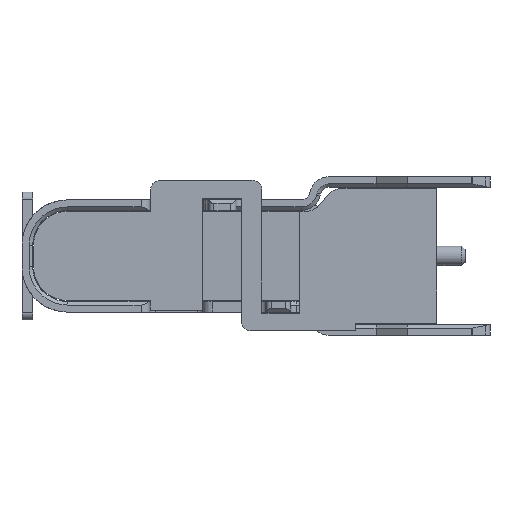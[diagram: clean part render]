
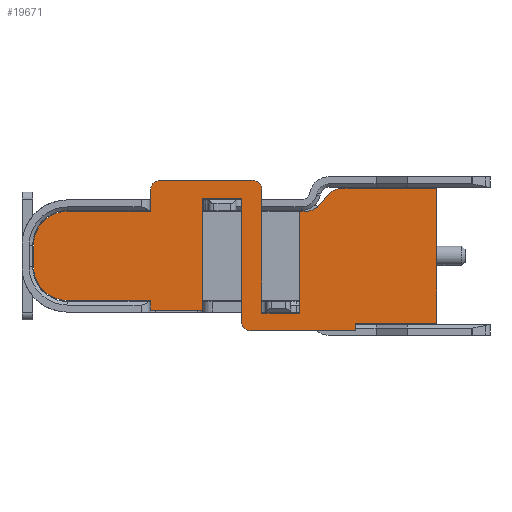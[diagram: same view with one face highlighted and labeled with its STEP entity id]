
A CAD part, left-side view. The second image highlights one B-rep face of the part: STEP entity #19671.
In plain terms, the highlighted planar face has unit normal (-1, 0, 0).
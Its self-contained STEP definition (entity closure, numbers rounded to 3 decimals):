
#1911=CARTESIAN_POINT('',(-20.661,15.085,
-0.83));
#1912=DIRECTION('',(1.,0.,0.));
#1913=DIRECTION('',(0.,0.766,0.643));
#1914=AXIS2_PLACEMENT_3D('',#1911,#1912,#1913);
#1916=DIRECTION('',(0.,-1.,0.));
#1917=VECTOR('',#1916,2.667);
#1918=CARTESIAN_POINT('',(-20.661,15.085,
-0.33));
#1919=LINE('',#1918,#1917);
#1920=DIRECTION('',(0.,0.,-1.));
#1921=VECTOR('',#1920,3.79);
#1922=CARTESIAN_POINT('',(-20.661,12.418,
-0.33));
#1923=LINE('',#1922,#1921);
#1924=DIRECTION('',(0.,1.,0.));
#1925=VECTOR('',#1924,2.273);
#1926=CARTESIAN_POINT('',(-20.661,12.418,-4.12));
#1927=LINE('',#1926,#1925);
#1928=DIRECTION('',(0.,0.,-1.));
#1929=VECTOR('',#1928,0.22);
#1930=CARTESIAN_POINT('',(-20.661,14.691,-4.12));
#1931=LINE('',#1930,#1929);
#1932=DIRECTION('',(0.,1.,0.));
#1933=VECTOR('',#1932,2.967);
#1934=CARTESIAN_POINT('',(-20.661,14.691,-4.34));
#1935=LINE('',#1934,#1933);
#1936=CARTESIAN_POINT('',(-20.661,17.658,-4.09));
#1937=DIRECTION('',(1.,0.,0.));
#1938=DIRECTION('',(0.,0.,-1.));
#1939=AXIS2_PLACEMENT_3D('',#1936,#1937,#1938);
#1941=DIRECTION('',(0.,0.,1.));
#1942=VECTOR('',#1941,3.47);
#1943=CARTESIAN_POINT('',(-20.661,17.908,-4.09));
#1944=LINE('',#1943,#1942);
#1945=DIRECTION('',(0.,1.,0.));
#1946=VECTOR('',#1945,1.105);
#1947=CARTESIAN_POINT('',(-20.661,17.908,
-0.62));
#1948=LINE('',#1947,#1946);
#1949=DIRECTION('',(0.,0.,-1.));
#1950=VECTOR('',#1949,3.14);
#1951=CARTESIAN_POINT('',(-20.661,19.013,
-0.62));
#1952=LINE('',#1951,#1950);
#1953=DIRECTION('',(0.,0.,1.));
#1954=VECTOR('',#1953,0.28);
#1955=CARTESIAN_POINT('',(-20.661,20.463,
-3.76));
#1956=LINE('',#1955,#1954);
#1957=DIRECTION('',(0.,1.,0.));
#1958=VECTOR('',#1957,2.35);
#1959=CARTESIAN_POINT('',(-20.661,20.463,-3.48));
#1960=LINE('',#1959,#1958);
#1961=CARTESIAN_POINT('',(-20.661,22.813,-2.53));
#1962=DIRECTION('',(1.,0.,0.));
#1963=DIRECTION('',(0.,0.,-1.));
#1964=AXIS2_PLACEMENT_3D('',#1961,#1962,#1963);
#1966=DIRECTION('',(0.,0.,1.));
#1967=VECTOR('',#1966,0.61);
#1968=CARTESIAN_POINT('',(-20.661,23.763,
-2.53));
#1969=LINE('',#1968,#1967);
#1970=CARTESIAN_POINT('',(-20.661,22.813,-1.92));
#1971=DIRECTION('',(1.,0.,0.));
#1972=DIRECTION('',(0.,1.,0.));
#1973=AXIS2_PLACEMENT_3D('',#1970,#1971,#1972);
#1975=DIRECTION('',(0.,-1.,0.));
#1976=VECTOR('',#1975,2.35);
#1977=CARTESIAN_POINT('',(-20.661,22.813,
-0.97));
#1978=LINE('',#1977,#1976);
#1979=DIRECTION('',(0.,0.,1.));
#1980=VECTOR('',#1979,0.615);
#1981=CARTESIAN_POINT('',(-20.661,20.463,
-0.97));
#1982=LINE('',#1981,#1980);
#1983=CARTESIAN_POINT('',(-20.661,20.213,
-0.355));
#1984=DIRECTION('',(1.,0.,0.));
#1985=DIRECTION('',(0.,1.,0.));
#1986=AXIS2_PLACEMENT_3D('',#1983,#1984,#1985);
#1988=DIRECTION('',(0.,-1.,0.));
#1989=VECTOR('',#1988,2.625);
#1990=CARTESIAN_POINT('',(-20.661,20.213,
-0.105));
#1991=LINE('',#1990,#1989);
#1992=CARTESIAN_POINT('',(-20.661,17.588,
-0.355));
#1993=DIRECTION('',(1.,0.,0.));
#1994=DIRECTION('',(0.,0.,1.));
#1995=AXIS2_PLACEMENT_3D('',#1992,#1993,#1994);
#1997=DIRECTION('',(0.,0.,-1.));
#1998=VECTOR('',#1997,3.485);
#1999=CARTESIAN_POINT('',(-20.661,17.338,
-0.355));
#2000=LINE('',#1999,#1998);
#2001=DIRECTION('',(0.,-1.,0.));
#2002=VECTOR('',#2001,1.06);
#2003=CARTESIAN_POINT('',(-20.661,17.338,-3.84));
#2004=LINE('',#2003,#2002);
#2005=DIRECTION('',(0.,0.,1.));
#2006=VECTOR('',#2005,2.87);
#2007=CARTESIAN_POINT('',(-20.661,16.278,-3.84));
#2008=LINE('',#2007,#2006);
#2009=DIRECTION('',(0.,-1.,0.));
#2010=VECTOR('',#2009,0.19);
#2011=CARTESIAN_POINT('',(-20.661,16.278,
-0.97));
#2012=LINE('',#2011,#2010);
#2013=CARTESIAN_POINT('',(-20.661,16.088,
-0.47));
#2014=DIRECTION('',(-1.,0.,0.));
#2015=DIRECTION('',(0.,0.,-1.));
#2016=AXIS2_PLACEMENT_3D('',#2013,#2014,#2015);
#2018=DIRECTION('',(0.,-0.643,0.766));
#2019=VECTOR('',#2018,0.369);
#2020=CARTESIAN_POINT('',(-20.661,15.705,
-0.791));
#2021=LINE('',#2020,#2019);
#4065=DIRECTION('',(0.,-1.,0.));
#4066=VECTOR('',#4065,1.45);
#4067=CARTESIAN_POINT('',(-20.661,20.463,
-3.76));
#4068=LINE('',#4067,#4066);
#12885=CARTESIAN_POINT('',(-20.661,16.088,
-0.97));
#12887=VERTEX_POINT('',#12885);
#12889=CARTESIAN_POINT('',(-20.661,16.278,
-0.97));
#12890=VERTEX_POINT('',#12889);
#12911=CARTESIAN_POINT('',(-20.661,20.463,
-0.97));
#12912=VERTEX_POINT('',#12911);
#12913=CARTESIAN_POINT('',(-20.661,22.813,
-0.97));
#12914=VERTEX_POINT('',#12913);
#13961=CARTESIAN_POINT('',(-20.661,20.463,
-3.76));
#13962=VERTEX_POINT('',#13961);
#13963=CARTESIAN_POINT('',(-20.661,19.013,
-3.76));
#13964=VERTEX_POINT('',#13963);
#13977=CARTESIAN_POINT('',(-20.661,19.013,
-0.62));
#13978=VERTEX_POINT('',#13977);
#13988=CARTESIAN_POINT('',(-20.661,17.908,-4.09));
#13990=VERTEX_POINT('',#13988);
#13995=CARTESIAN_POINT('',(-20.661,17.908,
-0.62));
#13996=VERTEX_POINT('',#13995);
#13997=CARTESIAN_POINT('',(-20.661,17.658,-4.34));
#13998=VERTEX_POINT('',#13997);
#14001=CARTESIAN_POINT('',(-20.661,15.468,
-0.509));
#14002=CARTESIAN_POINT('',(-20.661,15.085,
-0.33));
#14003=VERTEX_POINT('',#14001);
#14004=VERTEX_POINT('',#14002);
#14005=CARTESIAN_POINT('',(-20.661,14.691,-4.12));
#14006=CARTESIAN_POINT('',(-20.661,14.691,-4.34));
#14007=VERTEX_POINT('',#14005);
#14008=VERTEX_POINT('',#14006);
#14009=CARTESIAN_POINT('',(-20.661,20.463,-3.48));
#14010=VERTEX_POINT('',#14009);
#14011=CARTESIAN_POINT('',(-20.661,22.813,-3.48));
#14012=VERTEX_POINT('',#14011);
#14013=CARTESIAN_POINT('',(-20.661,23.763,-2.53));
#14014=VERTEX_POINT('',#14013);
#14015=CARTESIAN_POINT('',(-20.661,23.763,
-1.92));
#14016=VERTEX_POINT('',#14015);
#14017=CARTESIAN_POINT('',(-20.661,20.463,
-0.355));
#14018=VERTEX_POINT('',#14017);
#14019=CARTESIAN_POINT('',(-20.661,20.213,
-0.105));
#14020=VERTEX_POINT('',#14019);
#14021=CARTESIAN_POINT('',(-20.661,17.588,
-0.105));
#14022=VERTEX_POINT('',#14021);
#14023=CARTESIAN_POINT('',(-20.661,17.338,
-0.355));
#14024=VERTEX_POINT('',#14023);
#14025=CARTESIAN_POINT('',(-20.661,17.338,-3.84));
#14026=VERTEX_POINT('',#14025);
#14027=CARTESIAN_POINT('',(-20.661,16.278,-3.84));
#14028=VERTEX_POINT('',#14027);
#14029=CARTESIAN_POINT('',(-20.661,15.705,
-0.791));
#14030=VERTEX_POINT('',#14029);
#15759=CARTESIAN_POINT('',(-20.661,12.418,
-0.33));
#15760=CARTESIAN_POINT('',(-20.661,12.418,-4.12));
#15761=VERTEX_POINT('',#15759);
#15762=VERTEX_POINT('',#15760);
#19613=CARTESIAN_POINT('',(-20.661,15.973,-2.005));
#19614=DIRECTION('',(1.,0.,0.));
#19615=DIRECTION('',(0.,-1.,0.));
#19616=AXIS2_PLACEMENT_3D('',#19613,#19614,#19615);
#19617=PLANE('',#19616);
#19619=ORIENTED_EDGE('',*,*,#19618,.T.);
#19621=ORIENTED_EDGE('',*,*,#19620,.T.);
#19623=ORIENTED_EDGE('',*,*,#19622,.T.);
#19625=ORIENTED_EDGE('',*,*,#19624,.T.);
#19627=ORIENTED_EDGE('',*,*,#19626,.T.);
#19629=ORIENTED_EDGE('',*,*,#19628,.T.);
#19630=ORIENTED_EDGE('',*,*,#19593,.T.);
#19631=ORIENTED_EDGE('',*,*,#19570,.T.);
#19633=ORIENTED_EDGE('',*,*,#19632,.T.);
#19635=ORIENTED_EDGE('',*,*,#19634,.T.);
#19637=ORIENTED_EDGE('',*,*,#19636,.F.);
#19639=ORIENTED_EDGE('',*,*,#19638,.T.);
#19640=ORIENTED_EDGE('',*,*,#19290,.T.);
#19642=ORIENTED_EDGE('',*,*,#19641,.T.);
#19644=ORIENTED_EDGE('',*,*,#19643,.T.);
#19646=ORIENTED_EDGE('',*,*,#19645,.T.);
#19648=ORIENTED_EDGE('',*,*,#19647,.T.);
#19650=ORIENTED_EDGE('',*,*,#19649,.T.);
#19652=ORIENTED_EDGE('',*,*,#19651,.T.);
#19654=ORIENTED_EDGE('',*,*,#19653,.T.);
#19656=ORIENTED_EDGE('',*,*,#19655,.T.);
#19658=ORIENTED_EDGE('',*,*,#19657,.T.);
#19660=ORIENTED_EDGE('',*,*,#19659,.T.);
#19662=ORIENTED_EDGE('',*,*,#19661,.T.);
#19664=ORIENTED_EDGE('',*,*,#19663,.T.);
#19666=ORIENTED_EDGE('',*,*,#19665,.T.);
#19668=ORIENTED_EDGE('',*,*,#19667,.T.);
#19669=EDGE_LOOP('',(#19619,#19621,#19623,#19625,#19627,#19629,#19630,#19631,
#19633,#19635,#19637,#19639,#19640,#19642,#19644,#19646,#19648,#19650,#19652,
#19654,#19656,#19658,#19660,#19662,#19664,#19666,#19668));
#19670=FACE_OUTER_BOUND('',#19669,.F.);
#1915=CIRCLE('',#1914,0.5);
#1940=CIRCLE('',#1939,0.25);
#1965=CIRCLE('',#1964,0.95);
#1974=CIRCLE('',#1973,0.95);
#1987=CIRCLE('',#1986,0.25);
#1996=CIRCLE('',#1995,0.25);
#2017=CIRCLE('',#2016,0.5);
#19290=EDGE_CURVE('',#14010,#14012,#1960,.T.);
#19570=EDGE_CURVE('',#13990,#13996,#1944,.T.);
#19593=EDGE_CURVE('',#13998,#13990,#1940,.T.);
#19618=EDGE_CURVE('',#14003,#14004,#1915,.T.);
#19620=EDGE_CURVE('',#14004,#15761,#1919,.T.);
#19622=EDGE_CURVE('',#15761,#15762,#1923,.T.);
#19624=EDGE_CURVE('',#15762,#14007,#1927,.T.);
#19626=EDGE_CURVE('',#14007,#14008,#1931,.T.);
#19628=EDGE_CURVE('',#14008,#13998,#1935,.T.);
#19632=EDGE_CURVE('',#13996,#13978,#1948,.T.);
#19634=EDGE_CURVE('',#13978,#13964,#1952,.T.);
#19636=EDGE_CURVE('',#13962,#13964,#4068,.T.);
#19638=EDGE_CURVE('',#13962,#14010,#1956,.T.);
#19641=EDGE_CURVE('',#14012,#14014,#1965,.T.);
#19643=EDGE_CURVE('',#14014,#14016,#1969,.T.);
#19645=EDGE_CURVE('',#14016,#12914,#1974,.T.);
#19647=EDGE_CURVE('',#12914,#12912,#1978,.T.);
#19649=EDGE_CURVE('',#12912,#14018,#1982,.T.);
#19651=EDGE_CURVE('',#14018,#14020,#1987,.T.);
#19653=EDGE_CURVE('',#14020,#14022,#1991,.T.);
#19655=EDGE_CURVE('',#14022,#14024,#1996,.T.);
#19657=EDGE_CURVE('',#14024,#14026,#2000,.T.);
#19659=EDGE_CURVE('',#14026,#14028,#2004,.T.);
#19661=EDGE_CURVE('',#14028,#12890,#2008,.T.);
#19663=EDGE_CURVE('',#12890,#12887,#2012,.T.);
#19665=EDGE_CURVE('',#12887,#14030,#2017,.T.);
#19667=EDGE_CURVE('',#14030,#14003,#2021,.T.);
#19671=ADVANCED_FACE('',(#19670),#19617,.F.);
